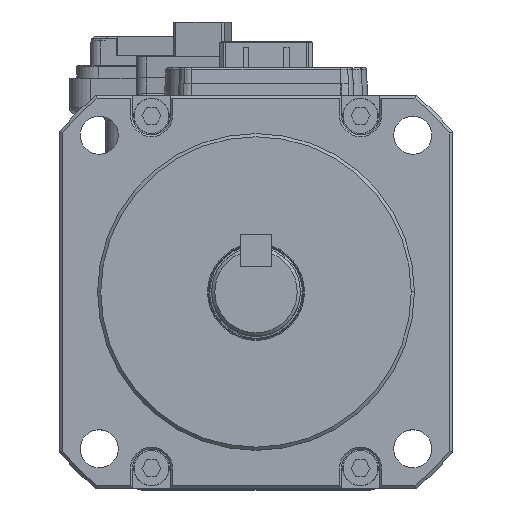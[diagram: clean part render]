
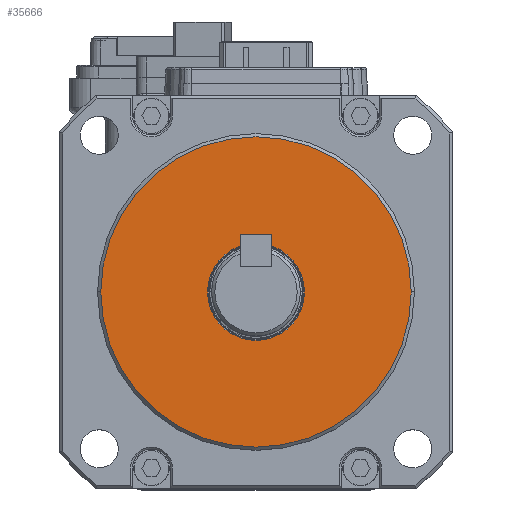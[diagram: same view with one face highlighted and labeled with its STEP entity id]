
A CAD part, top view. The second image highlights one B-rep face of the part: STEP entity #35666.
In plain terms, the highlighted planar face has unit normal (0, 0, 1).
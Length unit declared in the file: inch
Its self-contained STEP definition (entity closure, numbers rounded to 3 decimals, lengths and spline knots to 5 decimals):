
#784 = AXIS2_PLACEMENT_3D ( 'NONE', #64621, #10718, #27462 ) ;
#2753 = EDGE_LOOP ( 'NONE', ( #4480, #38739 ) ) ;
#2832 = EDGE_LOOP ( 'NONE', ( #14379, #26301 ) ) ;
#2923 = DIRECTION ( 'NONE',  ( -1., 0., 0. ) ) ;
#4480 = ORIENTED_EDGE ( 'NONE', *, *, #33254, .T. ) ;
#5577 = DIRECTION ( 'NONE',  ( 0., 0., 1. ) ) ;
#6096 = CARTESIAN_POINT ( 'NONE',  ( -0.30118, 0., 1.77165 ) ) ;
#10718 = DIRECTION ( 'NONE',  ( 0., 0., -1. ) ) ;
#11052 = CARTESIAN_POINT ( 'NONE',  ( 0., 0., 1.77165 ) ) ;
#12514 = CARTESIAN_POINT ( 'NONE',  ( 0., 0., 1.77165 ) ) ;
#13219 = DIRECTION ( 'NONE',  ( -1., 0., 0. ) ) ;
#13974 = DIRECTION ( 'NONE',  ( 0., 0., -1. ) ) ;
#14379 = ORIENTED_EDGE ( 'NONE', *, *, #67894, .F. ) ;
#14699 = CIRCLE ( 'NONE', #784, 0.30118 ) ;
#15624 = AXIS2_PLACEMENT_3D ( 'NONE', #12514, #45463, #13219 ) ;
#15982 = CARTESIAN_POINT ( 'NONE',  ( 0., 0., 1.77165 ) ) ;
#20294 = AXIS2_PLACEMENT_3D ( 'NONE', #15982, #5577, #59498 ) ;
#21955 = DIRECTION ( 'NONE',  ( -1., 0., 0. ) ) ;
#23910 = CARTESIAN_POINT ( 'NONE',  ( 0.96457, 0., 1.77165 ) ) ;
#24613 = CARTESIAN_POINT ( 'NONE',  ( 0., 0., 1.77165 ) ) ;
#24978 = EDGE_CURVE ( 'NONE', #39638, #56165, #14699, .T. ) ;
#26301 = ORIENTED_EDGE ( 'NONE', *, *, #62401, .F. ) ;
#27462 = DIRECTION ( 'NONE',  ( -1., 0., 0. ) ) ;
#27798 = DIRECTION ( 'NONE',  ( 0., 0., -1. ) ) ;
#32795 = VERTEX_POINT ( 'NONE', #23910 ) ;
#33254 = EDGE_CURVE ( 'NONE', #56165, #39638, #58398, .T. ) ;
#35666 = ADVANCED_FACE ( 'NONE', ( #50495, #52974 ), #35846, .T. ) ;
#35846 = PLANE ( 'NONE',  #20294 ) ;
#37826 = AXIS2_PLACEMENT_3D ( 'NONE', #11052, #27798, #21955 ) ;
#38739 = ORIENTED_EDGE ( 'NONE', *, *, #24978, .T. ) ;
#38775 = CARTESIAN_POINT ( 'NONE',  ( -0.96457, 0., 1.77165 ) ) ;
#39638 = VERTEX_POINT ( 'NONE', #58989 ) ;
#45313 = AXIS2_PLACEMENT_3D ( 'NONE', #24613, #13974, #2923 ) ;
#45463 = DIRECTION ( 'NONE',  ( 0., 0., -1. ) ) ;
#50495 = FACE_BOUND ( 'NONE', #2753, .T. ) ;
#52974 = FACE_OUTER_BOUND ( 'NONE', #2832, .T. ) ;
#56020 = CIRCLE ( 'NONE', #45313, 0.96457 ) ;
#56165 = VERTEX_POINT ( 'NONE', #6096 ) ;
#56396 = CIRCLE ( 'NONE', #37826, 0.96457 ) ;
#58398 = CIRCLE ( 'NONE', #15624, 0.30118 ) ;
#58989 = CARTESIAN_POINT ( 'NONE',  ( 0.30118, 0., 1.77165 ) ) ;
#59498 = DIRECTION ( 'NONE',  ( 1., 0., 0. ) ) ;
#62401 = EDGE_CURVE ( 'NONE', #32795, #67118, #56020, .T. ) ;
#64621 = CARTESIAN_POINT ( 'NONE',  ( 0., 0., 1.77165 ) ) ;
#67118 = VERTEX_POINT ( 'NONE', #38775 ) ;
#67894 = EDGE_CURVE ( 'NONE', #67118, #32795, #56396, .T. ) ;
